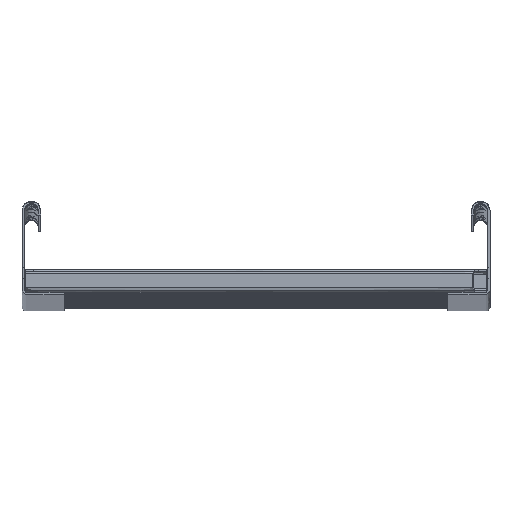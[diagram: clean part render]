
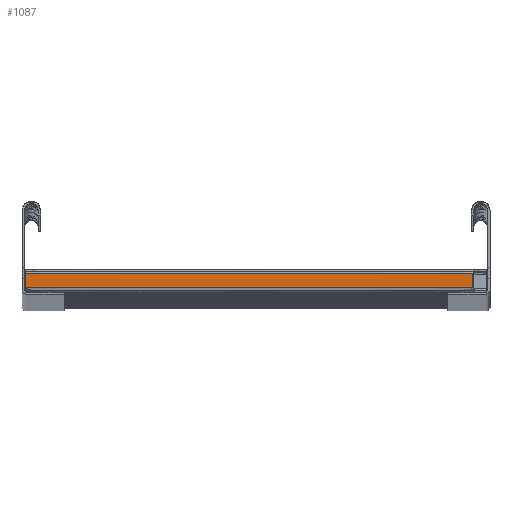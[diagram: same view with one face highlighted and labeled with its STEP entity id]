
A CAD part, top view. The second image highlights one B-rep face of the part: STEP entity #1087.
In plain terms, the highlighted planar face has unit normal (0, 0, 1).
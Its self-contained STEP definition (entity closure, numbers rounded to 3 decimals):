
#1087=ADVANCED_FACE('',(#2115),#17472,.T.);
#2115=FACE_OUTER_BOUND('',#3143,.T.);
#3143=EDGE_LOOP('',(#8387,#8388,#8389,#8390));
#8387=ORIENTED_EDGE('',*,*,#11501,.T.);
#8388=ORIENTED_EDGE('',*,*,#11442,.T.);
#8389=ORIENTED_EDGE('',*,*,#11484,.F.);
#8390=ORIENTED_EDGE('',*,*,#11488,.T.);
#11442=EDGE_CURVE('',#16283,#16284,#14368,.T.);
#11484=EDGE_CURVE('',#16317,#16284,#14405,.T.);
#11488=EDGE_CURVE('',#16317,#16318,#14409,.T.);
#11501=EDGE_CURVE('',#16318,#16283,#14420,.T.);
#14368=B_SPLINE_CURVE_WITH_KNOTS('',1,(#33582,#33583),.UNSPECIFIED.,.F.,
 .F.,(2,2),(-9.,0.),.UNSPECIFIED.);
#14405=B_SPLINE_CURVE_WITH_KNOTS('',1,(#33689,#33690),.UNSPECIFIED.,.F.,
 .F.,(2,2),(-286.34,0.),.UNSPECIFIED.);
#14409=B_SPLINE_CURVE_WITH_KNOTS('',1,(#33702,#33703),.UNSPECIFIED.,.F.,
 .F.,(2,2),(-9.,0.),.UNSPECIFIED.);
#14420=B_SPLINE_CURVE_WITH_KNOTS('',1,(#33743,#33744),.UNSPECIFIED.,.F.,
 .F.,(2,2),(0.,286.34),.UNSPECIFIED.);
#16283=VERTEX_POINT('',#33536);
#16284=VERTEX_POINT('',#33537);
#16317=VERTEX_POINT('',#33570);
#16318=VERTEX_POINT('',#33571);
#17472=PLANE('',#18189);
#18189=AXIS2_PLACEMENT_3D('',#33511,#18871,$);
#18871=DIRECTION('',(0.,0.,1.));
#33511=CARTESIAN_POINT('',(164.366,1.744,5727.));
#33536=CARTESIAN_POINT('',(-150.964,12.,5727.));
#33537=CARTESIAN_POINT('',(-150.964,3.,5727.));
#33570=CARTESIAN_POINT('',(135.376,3.,5727.));
#33571=CARTESIAN_POINT('',(135.376,12.,5727.));
#33582=CARTESIAN_POINT('',(-150.964,12.,5727.));
#33583=CARTESIAN_POINT('',(-150.964,3.,5727.));
#33689=CARTESIAN_POINT('',(135.376,3.,5727.));
#33690=CARTESIAN_POINT('',(-150.964,3.,5727.));
#33702=CARTESIAN_POINT('',(135.376,3.,5727.));
#33703=CARTESIAN_POINT('',(135.376,12.,5727.));
#33743=CARTESIAN_POINT('',(135.376,12.,5727.));
#33744=CARTESIAN_POINT('',(-150.964,12.,5727.));
